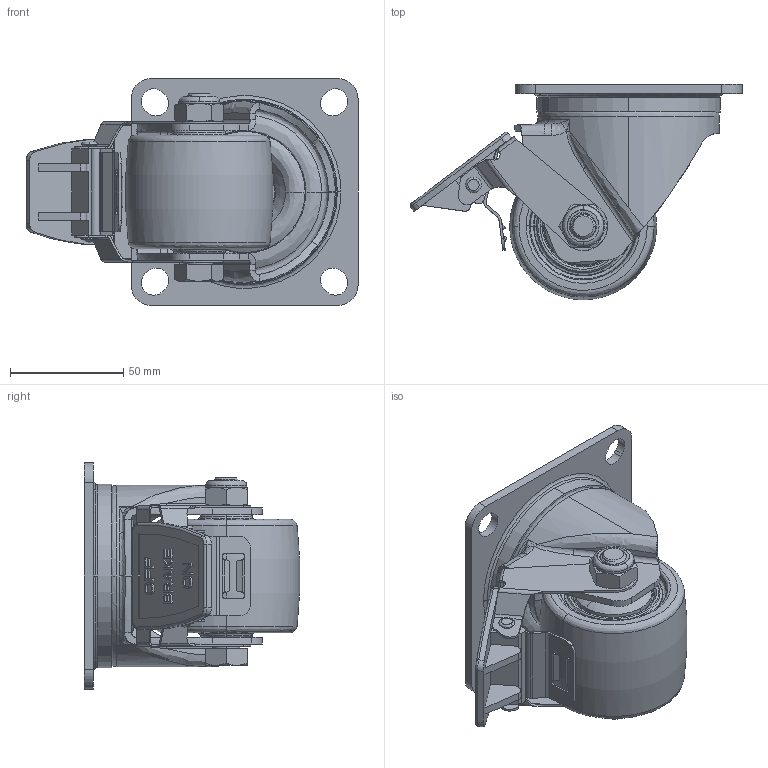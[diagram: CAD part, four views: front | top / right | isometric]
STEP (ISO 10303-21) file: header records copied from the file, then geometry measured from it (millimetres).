
FILE_DESCRIPTION (( 'STEP AP214' ), '1' );
FILE_NAME ('0044506.step', '2022-02-25T09:20:45', ( '' ), ( '' ), 'SwSTEP 2.0', 'SolidWorks 2020', '' );
FILE_SCHEMA (( 'AUTOMOTIVE_DESIGN' ));
Length unit declared in the file: millimetre
Products named in the file (1): 0044506
Bounding box: 146.34 x 94.86 x 100 mm (x, y, z)
Volume: 258335.1 mm3; surface area: 126497 mm2
Topology: 25 solids, 25 shells, 968 faces, 2524 edges, 1630 vertices
Faces by surface type: plane 447, cylinder 259, bspline 194, cone 56, torus 12
Entity records: 55957 total; most frequent: CARTESIAN_POINT 22753, ORIENTED_EDGE 5006, DIRECTION 4032, EDGE_CURVE 2503, VERTEX_POINT 1630, AXIS2_PLACEMENT_3D 1367, LINE 1298, VECTOR 1298
